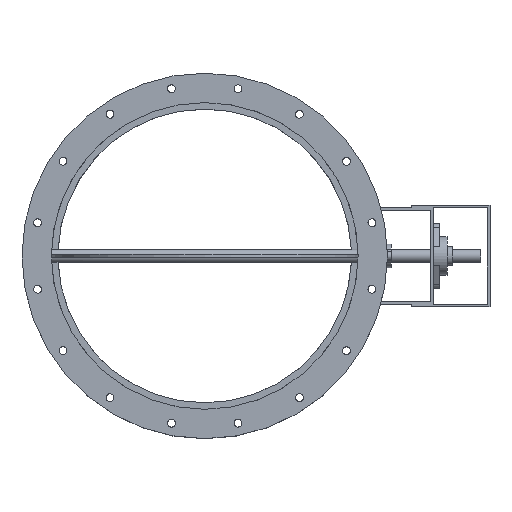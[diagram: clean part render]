
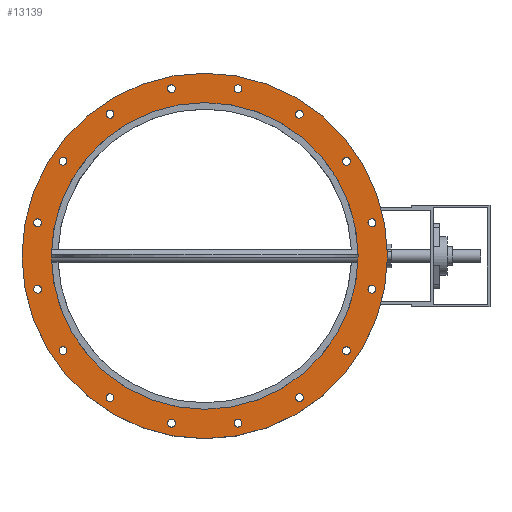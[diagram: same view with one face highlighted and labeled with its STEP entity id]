
A CAD part, top view. The second image highlights one B-rep face of the part: STEP entity #13139.
In plain terms, the highlighted planar face has unit normal (0, 0, 1).
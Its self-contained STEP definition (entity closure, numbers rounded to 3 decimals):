
#137=CIRCLE('',#13723,350.);
#143=CIRCLE('',#13733,417.);
#144=CIRCLE('',#13734,9.);
#145=CIRCLE('',#13735,9.);
#146=CIRCLE('',#13736,9.);
#147=CIRCLE('',#13737,9.);
#148=CIRCLE('',#13738,9.);
#149=CIRCLE('',#13739,9.);
#150=CIRCLE('',#13740,9.);
#151=CIRCLE('',#13741,9.);
#152=CIRCLE('',#13742,9.);
#153=CIRCLE('',#13743,9.);
#154=CIRCLE('',#13744,9.);
#155=CIRCLE('',#13745,9.);
#156=CIRCLE('',#13746,9.);
#157=CIRCLE('',#13747,9.);
#158=CIRCLE('',#13748,9.);
#159=CIRCLE('',#13749,9.);
#313=FACE_BOUND('',#2153,.T.);
#314=FACE_BOUND('',#2154,.T.);
#315=FACE_BOUND('',#2155,.T.);
#316=FACE_BOUND('',#2156,.T.);
#317=FACE_BOUND('',#2157,.T.);
#318=FACE_BOUND('',#2158,.T.);
#319=FACE_BOUND('',#2159,.T.);
#320=FACE_BOUND('',#2160,.T.);
#321=FACE_BOUND('',#2161,.T.);
#322=FACE_BOUND('',#2162,.T.);
#323=FACE_BOUND('',#2163,.T.);
#324=FACE_BOUND('',#2164,.T.);
#325=FACE_BOUND('',#2165,.T.);
#326=FACE_BOUND('',#2166,.T.);
#327=FACE_BOUND('',#2167,.T.);
#328=FACE_BOUND('',#2168,.T.);
#329=FACE_BOUND('',#2169,.T.);
#764=PLANE('',#13732);
#1381=FACE_OUTER_BOUND('',#2152,.T.);
#2152=EDGE_LOOP('',(#11387));
#2153=EDGE_LOOP('',(#11388));
#2154=EDGE_LOOP('',(#11389));
#2155=EDGE_LOOP('',(#11390));
#2156=EDGE_LOOP('',(#11391));
#2157=EDGE_LOOP('',(#11392));
#2158=EDGE_LOOP('',(#11393));
#2159=EDGE_LOOP('',(#11394));
#2160=EDGE_LOOP('',(#11395));
#2161=EDGE_LOOP('',(#11396));
#2162=EDGE_LOOP('',(#11397));
#2163=EDGE_LOOP('',(#11398));
#2164=EDGE_LOOP('',(#11399));
#2165=EDGE_LOOP('',(#11400));
#2166=EDGE_LOOP('',(#11401));
#2167=EDGE_LOOP('',(#11402));
#2168=EDGE_LOOP('',(#11403));
#2169=EDGE_LOOP('',(#11404));
#6350=VERTEX_POINT('',#22520);
#6361=VERTEX_POINT('',#22601);
#6362=VERTEX_POINT('',#22603);
#6363=VERTEX_POINT('',#22605);
#6364=VERTEX_POINT('',#22607);
#6365=VERTEX_POINT('',#22609);
#6366=VERTEX_POINT('',#22611);
#6367=VERTEX_POINT('',#22613);
#6368=VERTEX_POINT('',#22615);
#6369=VERTEX_POINT('',#22617);
#6370=VERTEX_POINT('',#22619);
#6371=VERTEX_POINT('',#22621);
#6372=VERTEX_POINT('',#22623);
#6373=VERTEX_POINT('',#22625);
#6374=VERTEX_POINT('',#22627);
#6375=VERTEX_POINT('',#22629);
#6376=VERTEX_POINT('',#22631);
#6377=VERTEX_POINT('',#22633);
#8058=EDGE_CURVE('',#6350,#6350,#137,.T.);
#8073=EDGE_CURVE('',#6361,#6361,#143,.T.);
#8074=EDGE_CURVE('',#6362,#6362,#144,.T.);
#8075=EDGE_CURVE('',#6363,#6363,#145,.T.);
#8076=EDGE_CURVE('',#6364,#6364,#146,.T.);
#8077=EDGE_CURVE('',#6365,#6365,#147,.T.);
#8078=EDGE_CURVE('',#6366,#6366,#148,.T.);
#8079=EDGE_CURVE('',#6367,#6367,#149,.T.);
#8080=EDGE_CURVE('',#6368,#6368,#150,.T.);
#8081=EDGE_CURVE('',#6369,#6369,#151,.T.);
#8082=EDGE_CURVE('',#6370,#6370,#152,.T.);
#8083=EDGE_CURVE('',#6371,#6371,#153,.T.);
#8084=EDGE_CURVE('',#6372,#6372,#154,.T.);
#8085=EDGE_CURVE('',#6373,#6373,#155,.T.);
#8086=EDGE_CURVE('',#6374,#6374,#156,.T.);
#8087=EDGE_CURVE('',#6375,#6375,#157,.T.);
#8088=EDGE_CURVE('',#6376,#6376,#158,.T.);
#8089=EDGE_CURVE('',#6377,#6377,#159,.T.);
#11387=ORIENTED_EDGE('',*,*,#8073,.T.);
#11388=ORIENTED_EDGE('',*,*,#8074,.T.);
#11389=ORIENTED_EDGE('',*,*,#8075,.T.);
#11390=ORIENTED_EDGE('',*,*,#8076,.T.);
#11391=ORIENTED_EDGE('',*,*,#8077,.T.);
#11392=ORIENTED_EDGE('',*,*,#8078,.T.);
#11393=ORIENTED_EDGE('',*,*,#8079,.T.);
#11394=ORIENTED_EDGE('',*,*,#8080,.T.);
#11395=ORIENTED_EDGE('',*,*,#8081,.T.);
#11396=ORIENTED_EDGE('',*,*,#8082,.T.);
#11397=ORIENTED_EDGE('',*,*,#8083,.T.);
#11398=ORIENTED_EDGE('',*,*,#8084,.T.);
#11399=ORIENTED_EDGE('',*,*,#8085,.T.);
#11400=ORIENTED_EDGE('',*,*,#8086,.T.);
#11401=ORIENTED_EDGE('',*,*,#8087,.T.);
#11402=ORIENTED_EDGE('',*,*,#8088,.T.);
#11403=ORIENTED_EDGE('',*,*,#8089,.T.);
#11404=ORIENTED_EDGE('',*,*,#8058,.T.);
#13139=ADVANCED_FACE('',(#1381,#313,#314,#315,#316,#317,#318,#319,#320,
#321,#322,#323,#324,#325,#326,#327,#328,#329),#764,.T.);
#13723=AXIS2_PLACEMENT_3D('',#22522,#16032,#16033);
#13732=AXIS2_PLACEMENT_3D('',#22600,#16055,#16056);
#13733=AXIS2_PLACEMENT_3D('',#22602,#16057,#16058);
#13734=AXIS2_PLACEMENT_3D('',#22604,#16059,#16060);
#13735=AXIS2_PLACEMENT_3D('',#22606,#16061,#16062);
#13736=AXIS2_PLACEMENT_3D('',#22608,#16063,#16064);
#13737=AXIS2_PLACEMENT_3D('',#22610,#16065,#16066);
#13738=AXIS2_PLACEMENT_3D('',#22612,#16067,#16068);
#13739=AXIS2_PLACEMENT_3D('',#22614,#16069,#16070);
#13740=AXIS2_PLACEMENT_3D('',#22616,#16071,#16072);
#13741=AXIS2_PLACEMENT_3D('',#22618,#16073,#16074);
#13742=AXIS2_PLACEMENT_3D('',#22620,#16075,#16076);
#13743=AXIS2_PLACEMENT_3D('',#22622,#16077,#16078);
#13744=AXIS2_PLACEMENT_3D('',#22624,#16079,#16080);
#13745=AXIS2_PLACEMENT_3D('',#22626,#16081,#16082);
#13746=AXIS2_PLACEMENT_3D('',#22628,#16083,#16084);
#13747=AXIS2_PLACEMENT_3D('',#22630,#16085,#16086);
#13748=AXIS2_PLACEMENT_3D('',#22632,#16087,#16088);
#13749=AXIS2_PLACEMENT_3D('',#22634,#16089,#16090);
#16032=DIRECTION('center_axis',(0.,0.,-1.));
#16033=DIRECTION('ref_axis',(-1.,0.,0.));
#16055=DIRECTION('center_axis',(0.,0.,1.));
#16056=DIRECTION('ref_axis',(1.,0.,0.));
#16057=DIRECTION('center_axis',(0.,0.,1.));
#16058=DIRECTION('ref_axis',(1.,0.,0.));
#16059=DIRECTION('center_axis',(0.,0.,-1.));
#16060=DIRECTION('ref_axis',(0.924,0.383,0.));
#16061=DIRECTION('center_axis',(0.,0.,-1.));
#16062=DIRECTION('ref_axis',(0.707,0.707,0.));
#16063=DIRECTION('center_axis',(0.,0.,-1.));
#16064=DIRECTION('ref_axis',(0.383,0.924,0.));
#16065=DIRECTION('center_axis',(0.,0.,-1.));
#16066=DIRECTION('ref_axis',(0.,1.,0.));
#16067=DIRECTION('center_axis',(0.,0.,-1.));
#16068=DIRECTION('ref_axis',(-0.383,0.924,0.));
#16069=DIRECTION('center_axis',(0.,0.,-1.));
#16070=DIRECTION('ref_axis',(-0.707,0.707,0.));
#16071=DIRECTION('center_axis',(0.,0.,-1.));
#16072=DIRECTION('ref_axis',(-0.924,0.383,0.));
#16073=DIRECTION('center_axis',(0.,0.,-1.));
#16074=DIRECTION('ref_axis',(-1.,0.,0.));
#16075=DIRECTION('center_axis',(0.,0.,-1.));
#16076=DIRECTION('ref_axis',(-0.924,-0.383,0.));
#16077=DIRECTION('center_axis',(0.,0.,-1.));
#16078=DIRECTION('ref_axis',(-0.707,-0.707,0.));
#16079=DIRECTION('center_axis',(0.,0.,-1.));
#16080=DIRECTION('ref_axis',(-0.383,-0.924,0.));
#16081=DIRECTION('center_axis',(0.,0.,-1.));
#16082=DIRECTION('ref_axis',(0.,-1.,0.));
#16083=DIRECTION('center_axis',(0.,0.,-1.));
#16084=DIRECTION('ref_axis',(0.383,-0.924,0.));
#16085=DIRECTION('center_axis',(0.,0.,-1.));
#16086=DIRECTION('ref_axis',(0.707,-0.707,0.));
#16087=DIRECTION('center_axis',(0.,0.,-1.));
#16088=DIRECTION('ref_axis',(0.924,-0.383,0.));
#16089=DIRECTION('center_axis',(0.,0.,-1.));
#16090=DIRECTION('ref_axis',(1.,0.,0.));
#22520=CARTESIAN_POINT('',(350.,0.,80.));
#22522=CARTESIAN_POINT('Origin',(0.,0.,80.));
#22600=CARTESIAN_POINT('Origin',(0.,0.,80.));
#22601=CARTESIAN_POINT('',(-417.,0.,80.));
#22602=CARTESIAN_POINT('Origin',(0.,0.,80.));
#22603=CARTESIAN_POINT('',(-84.205,378.081,80.));
#22604=CARTESIAN_POINT('Origin',(-75.89,381.525,80.));
#22605=CARTESIAN_POINT('',(-222.481,317.078,80.));
#22606=CARTESIAN_POINT('Origin',(-216.117,323.442,80.));
#22607=CARTESIAN_POINT('',(-326.886,207.802,80.));
#22608=CARTESIAN_POINT('Origin',(-323.442,216.117,80.));
#22609=CARTESIAN_POINT('',(-381.525,66.89,80.));
#22610=CARTESIAN_POINT('Origin',(-381.525,75.89,80.));
#22611=CARTESIAN_POINT('',(-378.081,-84.205,80.));
#22612=CARTESIAN_POINT('Origin',(-381.525,-75.89,80.));
#22613=CARTESIAN_POINT('',(-317.078,-222.481,80.));
#22614=CARTESIAN_POINT('Origin',(-323.442,-216.117,80.));
#22615=CARTESIAN_POINT('',(-207.802,-326.886,80.));
#22616=CARTESIAN_POINT('Origin',(-216.117,-323.442,80.));
#22617=CARTESIAN_POINT('',(-66.89,-381.525,80.));
#22618=CARTESIAN_POINT('Origin',(-75.89,-381.525,80.));
#22619=CARTESIAN_POINT('',(84.205,-378.081,80.));
#22620=CARTESIAN_POINT('Origin',(75.89,-381.525,80.));
#22621=CARTESIAN_POINT('',(222.481,-317.078,80.));
#22622=CARTESIAN_POINT('Origin',(216.117,-323.442,80.));
#22623=CARTESIAN_POINT('',(326.886,-207.802,80.));
#22624=CARTESIAN_POINT('Origin',(323.442,-216.117,80.));
#22625=CARTESIAN_POINT('',(381.525,-66.89,80.));
#22626=CARTESIAN_POINT('Origin',(381.525,-75.89,80.));
#22627=CARTESIAN_POINT('',(378.081,84.205,80.));
#22628=CARTESIAN_POINT('Origin',(381.525,75.89,80.));
#22629=CARTESIAN_POINT('',(317.078,222.481,80.));
#22630=CARTESIAN_POINT('Origin',(323.442,216.117,80.));
#22631=CARTESIAN_POINT('',(207.802,326.886,80.));
#22632=CARTESIAN_POINT('Origin',(216.117,323.442,80.));
#22633=CARTESIAN_POINT('',(66.89,381.525,80.));
#22634=CARTESIAN_POINT('Origin',(75.89,381.525,80.));
